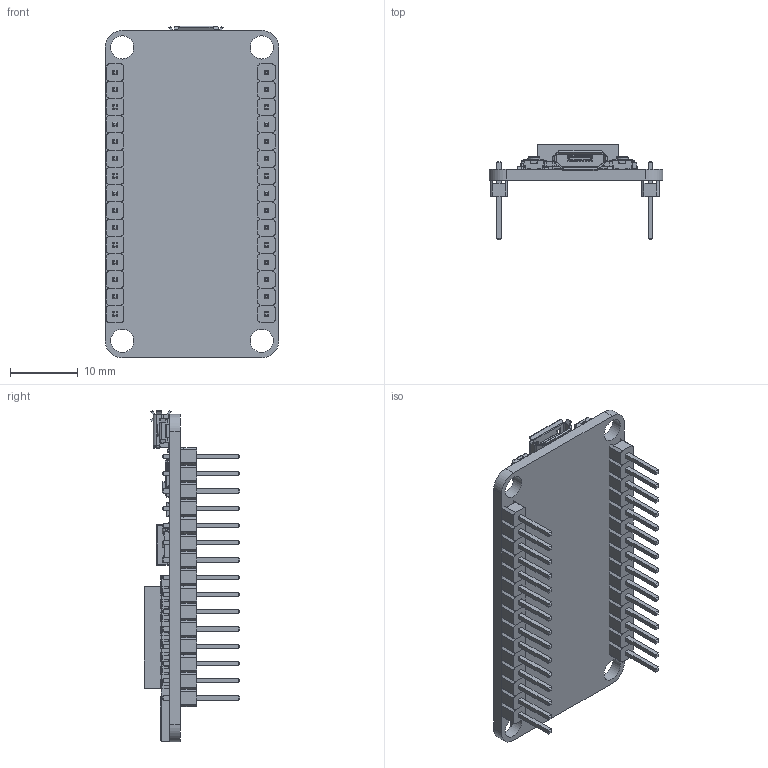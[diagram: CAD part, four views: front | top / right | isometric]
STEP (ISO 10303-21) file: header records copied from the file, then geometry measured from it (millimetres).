
FILE_DESCRIPTION(/* description */ (''),/* implementation_level */ '2;1');
FILE_NAME(/* name */ 'ESP8266 v7.stp',/* time_stamp */ '2017-04-12T07:59:23-04:00',/* author */ (''),/* organization */ (''),/* preprocessor_version */ 'ST-DEVELOPER v16.5',/* originating_system */ 'Autodesk Translation Framework v5.2.0.2920',/* authorisation */ '');
FILE_SCHEMA (('AUTOMOTIVE_DESIGN { 1 0 10303 214 3 1 1 }'));
Products named in the file (54): ESP8266 v7; micro usb v1; micro usb shell; micro usb internal; micro usb contact; switch v1; switch v1 (1); Placa Base; Pin Header 1x15 TH Pitch 2.54mm v3 v1; asm_pin; asm_pin_1; asm_pin_2; asm_pin_3; asm_pin_4; asm_pin_5; asm_pin_6; asm_pin_7; asm_pin_8; asm_pin_9; asm_pin_10; asm_pin_11; asm_pin_12; asm_pin_13; asm_pin_14; spacer; pin; Pin Header 1x15 TH Pitch 2.54mm v3 v1 (1) (1); asm_pin (1) (1); asm_pin (1) (1)_1; asm_pin (1) (1)_2; asm_pin (1) (1)_3; asm_pin (1) (1)_4; asm_pin (1) (1)_5; asm_pin (1) (1)_6; asm_pin (1) (1)_7; asm_pin (1) (1)_8; asm_pin (1) (1)_9; asm_pin (1) (1)_10; asm_pin (1) (1)_11; asm_pin (1) (1)_12 ...
Assembly tree (126 placements, depth 5):
  ESP8266 v7
    micro usb v1
      micro usb shell
      micro usb internal
      micro usb contact  x5
    switch v1
    switch v1 (1)
    Placa Base
      Pin Header 1x15 TH Pitch 2.54mm v3 v1
        asm_pin
          spacer
          pin
        asm_pin_1
          spacer
          pin
        asm_pin_2
          spacer
          pin
        asm_pin_3
          spacer
          pin
        asm_pin_4
          spacer
          pin
        asm_pin_5
          spacer
          pin
        asm_pin_6
          spacer
          pin
        asm_pin_7
          spacer
          pin
        asm_pin_8
          spacer
          pin
        asm_pin_9
          spacer
          pin
        asm_pin_10
          spacer
          pin
        asm_pin_11
          spacer
          pin
        asm_pin_12
          spacer
          pin
        asm_pin_13
          spacer
          pin
        asm_pin_14
          spacer
          pin
      Pin Header 1x15 TH Pitch 2.54mm v3 v1 (1) (1)
        asm_pin (1) (1)
          spacer (1) (1)
          pin (1) (1)
        asm_pin (1) (1)_1
          spacer (1) (1)
Bounding box: 25.55 x 14.09 x 48.82 mm (x, y, z)
Volume: 3584 mm3; surface area: 7374.4 mm2
Topology: 212 solids, 212 shells, 3553 faces, 8749 edges, 5636 vertices
Faces by surface type: plane 2483, cylinder 702, bspline 336, sphere 24, cone 6, torus 2
Full cylindrical faces by diameter (mm): 0.45 x2, 0.509 x1, 0.6 x38, 1.8 x2, 3.411 x4
Entity records: 62243 total; most frequent: CARTESIAN_POINT 12822, DIRECTION 10050, ORIENTED_EDGE 9848, EDGE_CURVE 4924, LINE 3680, VECTOR 3680, VERTEX_POINT 3252, AXIS2_PLACEMENT_3D 3185
